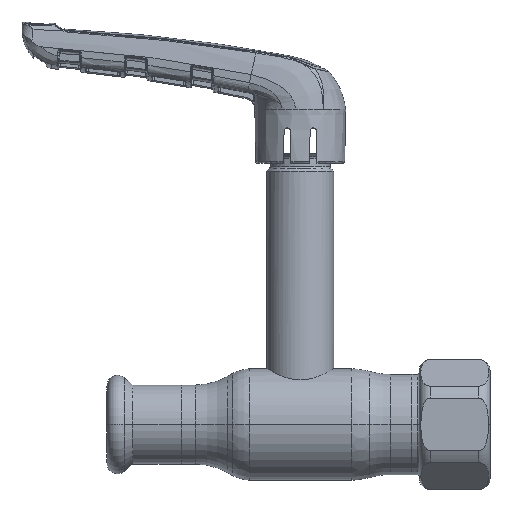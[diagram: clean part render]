
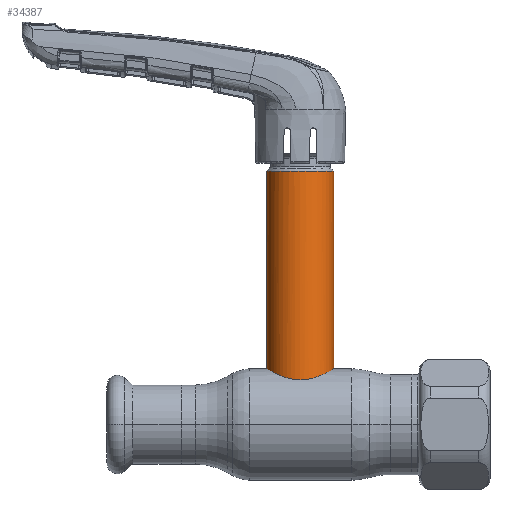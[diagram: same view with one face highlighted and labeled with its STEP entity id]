
A CAD part, top view. The second image highlights one B-rep face of the part: STEP entity #34387.
In plain terms, the highlighted cylindrical face has radius 9 mm (diameter 18 mm), a partial arc.
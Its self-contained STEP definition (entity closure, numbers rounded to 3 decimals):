
#1224 = CARTESIAN_POINT ( 'NONE',  ( -9., 68.119, 0. ) ) ;
#3132 = LINE ( 'NONE', #17738, #54590 ) ;
#3489 = ORIENTED_EDGE ( 'NONE', *, *, #12835, .T. ) ;
#3663 = CARTESIAN_POINT ( 'NONE',  ( 7.124, 13.954, 5.508 ) ) ;
#3889 = CARTESIAN_POINT ( 'NONE',  ( 6.756, 13.77, 5.953 ) ) ;
#4117 = CARTESIAN_POINT ( 'NONE',  ( 3.763, 12.574, 8.181 ) ) ;
#4350 = CARTESIAN_POINT ( 'NONE',  ( -5.259, 13.1, 7.309 ) ) ;
#4586 = CARTESIAN_POINT ( 'NONE',  ( 4.789, 12.918, 7.626 ) ) ;
#4630 = DIRECTION ( 'NONE',  ( 0., -1., 0. ) ) ;
#5089 = DIRECTION ( 'NONE',  ( -1., 0., 0. ) ) ;
#5284 = CARTESIAN_POINT ( 'NONE',  ( 9., 15., 0. ) ) ;
#9110 = CARTESIAN_POINT ( 'NONE',  ( -2.387, 12.221, 8.698 ) ) ;
#9342 = CARTESIAN_POINT ( 'NONE',  ( -8.06, 14.454, 4.048 ) ) ;
#9468 = VERTEX_POINT ( 'NONE', #14890 ) ;
#9578 = CARTESIAN_POINT ( 'NONE',  ( -6.758, 13.768, 5.971 ) ) ;
#10455 = LINE ( 'NONE', #23467, #50032 ) ;
#12835 = EDGE_CURVE ( 'NONE', #9468, #41604, #16930, .T. ) ;
#12977 = VERTEX_POINT ( 'NONE', #58239 ) ;
#14460 = EDGE_CURVE ( 'NONE', #40345, #12977, #38081, .T. ) ;
#14493 = CARTESIAN_POINT ( 'NONE',  ( 7.296, 14.043, 5.277 ) ) ;
#14890 = CARTESIAN_POINT ( 'NONE',  ( 9., 68.119, 0. ) ) ;
#15204 = CARTESIAN_POINT ( 'NONE',  ( -9., 15., 0. ) ) ;
#16366 = CARTESIAN_POINT ( 'NONE',  ( 8.059, 14.454, 4.05 ) ) ;
#16930 = CIRCLE ( 'NONE', #41449, 9. ) ;
#17738 = CARTESIAN_POINT ( 'NONE',  ( -9., 0., 0. ) ) ;
#20165 = CARTESIAN_POINT ( 'NONE',  ( -0.613, 12.012, 8.984 ) ) ;
#20639 = CARTESIAN_POINT ( 'NONE',  ( -7.781, 14.299, 4.56 ) ) ;
#23467 = CARTESIAN_POINT ( 'NONE',  ( 9., 0., 0. ) ) ;
#26082 = CARTESIAN_POINT ( 'NONE',  ( 4.026, 12.655, 8.055 ) ) ;
#26768 = CARTESIAN_POINT ( 'NONE',  ( 9., 15., 0.305 ) ) ;
#26994 = CARTESIAN_POINT ( 'NONE',  ( 8.685, 14.813, 2.378 ) ) ;
#27788 = CARTESIAN_POINT ( 'NONE',  ( -9., 15., 0. ) ) ;
#29652 = CYLINDRICAL_SURFACE ( 'NONE', #63960, 9. ) ;
#30420 = EDGE_LOOP ( 'NONE', ( #62993, #3489, #32429, #47478 ) ) ;
#30537 = CARTESIAN_POINT ( 'NONE',  ( -4.037, 12.65, 8.065 ) ) ;
#30765 = CARTESIAN_POINT ( 'NONE',  ( -8.519, 14.715, 2.961 ) ) ;
#30997 = CARTESIAN_POINT ( 'NONE',  ( 2.086, 12.176, 8.76 ) ) ;
#31236 = CARTESIAN_POINT ( 'NONE',  ( -5.492, 13.196, 7.136 ) ) ;
#31462 = CARTESIAN_POINT ( 'NONE',  ( 4.539, 12.827, 7.777 ) ) ;
#31703 = CARTESIAN_POINT ( 'NONE',  ( 8.759, 14.857, 2.09 ) ) ;
#31953 = DIRECTION ( 'NONE',  ( 0., -1., 0. ) ) ;
#32175 = CARTESIAN_POINT ( 'NONE',  ( 8.984, 14.991, 0.611 ) ) ;
#32429 = ORIENTED_EDGE ( 'NONE', *, *, #65114, .T. ) ;
#33546 = DIRECTION ( 'NONE',  ( 0., -1., 0. ) ) ;
#34387 = ADVANCED_FACE ( 'NONE', ( #43961 ), #29652, .T. ) ;
#35981 = CARTESIAN_POINT ( 'NONE',  ( 6.56, 13.675, 6.169 ) ) ;
#36218 = CARTESIAN_POINT ( 'NONE',  ( 2.378, 12.23, 8.685 ) ) ;
#36446 = CARTESIAN_POINT ( 'NONE',  ( -8.938, 14.963, 1.209 ) ) ;
#36915 = CARTESIAN_POINT ( 'NONE',  ( 2.947, 12.353, 8.509 ) ) ;
#37839 = CARTESIAN_POINT ( 'NONE',  ( 8.406, 14.651, 3.229 ) ) ;
#37854 = CARTESIAN_POINT ( 'NONE',  ( 0., 68.119, 0. ) ) ;
#38081 = B_SPLINE_CURVE_WITH_KNOTS ( 'NONE', 3,
 ( #15204, #47502, #36446, #69099, #30765, #9342, #20639, #41820, #9578, #68627, #68866, #31236, #4350, #62773, #30537, #52669, #9110, #68386, #63239, #20165, #58077, #57607, #52898, #30997, #36218, #36915, #58303, #4117, #26082, #31462, #4586, #47732, #68156, #35981, #3889, #3663, #14493, #52198, #16366, #37839, #42528, #26994, #31703, #48649, #64171, #32175, #26768, #5284 ),
 .UNSPECIFIED., .F., .F.,
 ( 4, 2, 2, 2, 2, 2, 2, 2, 2, 2, 2, 2, 2, 2, 2, 2, 2, 2, 2, 2, 2, 2, 2, 4 ),
 ( 0., 0.002, 0.004, 0.005, 0.007, 0.008, 0.009, 0.011, 0.013, 0.014, 0.014, 0.016, 0.017, 0.018, 0.019, 0.02, 0.022, 0.023, 0.023, 0.025, 0.026, 0.027, 0.028, 0.029 ),
 .UNSPECIFIED. ) ;
#40345 = VERTEX_POINT ( 'NONE', #27788 ) ;
#41449 = AXIS2_PLACEMENT_3D ( 'NONE', #37854, #31953, #69585 ) ;
#41604 = VERTEX_POINT ( 'NONE', #1224 ) ;
#41820 = CARTESIAN_POINT ( 'NONE',  ( -7.126, 13.954, 5.528 ) ) ;
#42528 = CARTESIAN_POINT ( 'NONE',  ( 8.509, 14.711, 2.947 ) ) ;
#43961 = FACE_OUTER_BOUND ( 'NONE', #30420, .T. ) ;
#47293 = CARTESIAN_POINT ( 'NONE',  ( 0., 0., 0. ) ) ;
#47478 = ORIENTED_EDGE ( 'NONE', *, *, #14460, .T. ) ;
#47502 = CARTESIAN_POINT ( 'NONE',  ( -9., 15., 0.611 ) ) ;
#47732 = CARTESIAN_POINT ( 'NONE',  ( 5.507, 13.196, 7.142 ) ) ;
#48649 = CARTESIAN_POINT ( 'NONE',  ( 8.878, 14.927, 1.506 ) ) ;
#50032 = VECTOR ( 'NONE', #56384, 1000. ) ;
#51722 = EDGE_CURVE ( 'NONE', #9468, #12977, #10455, .T. ) ;
#52198 = CARTESIAN_POINT ( 'NONE',  ( 7.781, 14.299, 4.56 ) ) ;
#52669 = CARTESIAN_POINT ( 'NONE',  ( -2.963, 12.35, 8.518 ) ) ;
#52898 = CARTESIAN_POINT ( 'NONE',  ( 1.205, 12.046, 8.939 ) ) ;
#54590 = VECTOR ( 'NONE', #33546, 1000. ) ;
#56384 = DIRECTION ( 'NONE',  ( 0., -1., 0. ) ) ;
#57607 = CARTESIAN_POINT ( 'NONE',  ( 0.606, 12., 9. ) ) ;
#58077 = CARTESIAN_POINT ( 'NONE',  ( -0.308, 12., 9. ) ) ;
#58239 = CARTESIAN_POINT ( 'NONE',  ( 9., 15., 0. ) ) ;
#58303 = CARTESIAN_POINT ( 'NONE',  ( 3.223, 12.423, 8.408 ) ) ;
#62773 = CARTESIAN_POINT ( 'NONE',  ( -4.543, 12.824, 7.791 ) ) ;
#62993 = ORIENTED_EDGE ( 'NONE', *, *, #51722, .F. ) ;
#63239 = CARTESIAN_POINT ( 'NONE',  ( -1.213, 12.057, 8.923 ) ) ;
#63960 = AXIS2_PLACEMENT_3D ( 'NONE', #47293, #4630, #5089 ) ;
#64171 = CARTESIAN_POINT ( 'NONE',  ( 8.923, 14.954, 1.21 ) ) ;
#65114 = EDGE_CURVE ( 'NONE', #41604, #40345, #3132, .T. ) ;
#68156 = CARTESIAN_POINT ( 'NONE',  ( 5.948, 13.389, 6.778 ) ) ;
#68386 = CARTESIAN_POINT ( 'NONE',  ( -1.509, 12.091, 8.878 ) ) ;
#68627 = CARTESIAN_POINT ( 'NONE',  ( -6.15, 13.483, 6.577 ) ) ;
#68866 = CARTESIAN_POINT ( 'NONE',  ( -5.937, 13.387, 6.77 ) ) ;
#69099 = CARTESIAN_POINT ( 'NONE',  ( -8.7, 14.821, 2.382 ) ) ;
#69585 = DIRECTION ( 'NONE',  ( -1., 0., 0. ) ) ;
